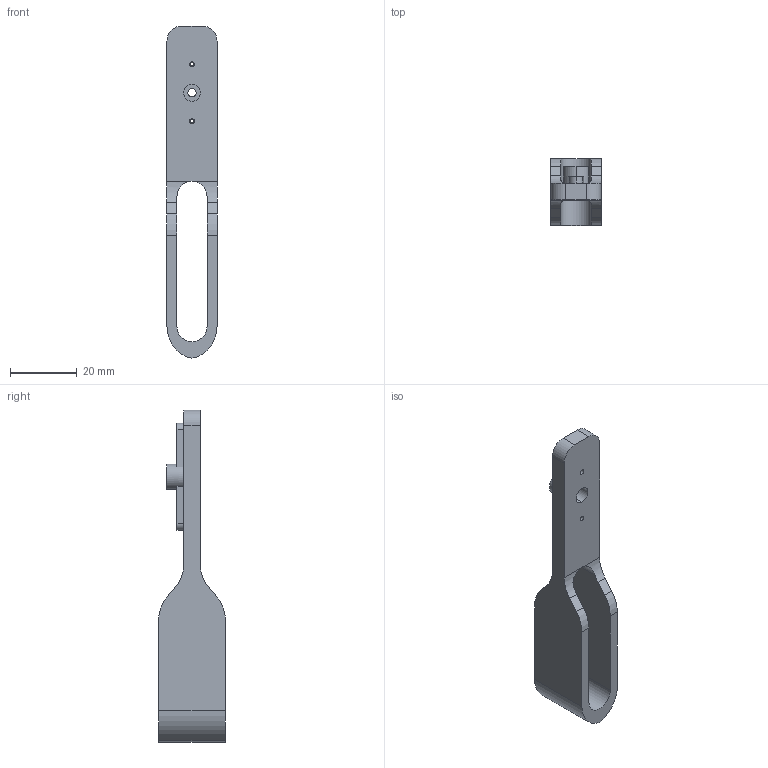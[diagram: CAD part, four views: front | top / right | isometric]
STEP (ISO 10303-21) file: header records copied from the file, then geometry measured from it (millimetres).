
FILE_DESCRIPTION (( 'STEP AP203' ), '1' );
FILE_NAME ('Braço2_Valor predeterminado_sldprt.STEP', '2021-09-18T22:56:32', ( '' ), ( '' ), 'SwSTEP 2.0', 'SolidWorks 2020', '' );
FILE_SCHEMA (( 'CONFIG_CONTROL_DESIGN' ));
Length unit declared in the file: millimetre
Products named in the file (1): Braço2_Valor predeterminado_sldprt
Bounding box: 15 x 20 x 99.4 mm (x, y, z)
Volume: 9692.2 mm3; surface area: 7151 mm2
Topology: 2 solids, 2 shells, 80 faces, 224 edges, 148 vertices
Faces by surface type: cylinder 57, plane 23
Entity records: 2833 total; most frequent: CARTESIAN_POINT 521, DIRECTION 496, ORIENTED_EDGE 448, EDGE_CURVE 224, AXIS2_PLACEMENT_3D 195, VERTEX_POINT 148, EDGE_LOOP 114, CIRCLE 114
